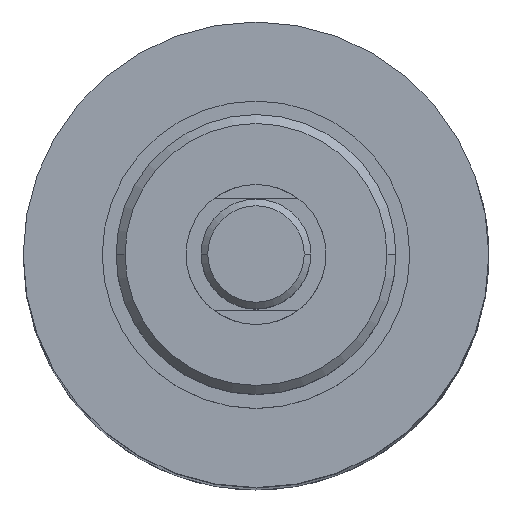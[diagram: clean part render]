
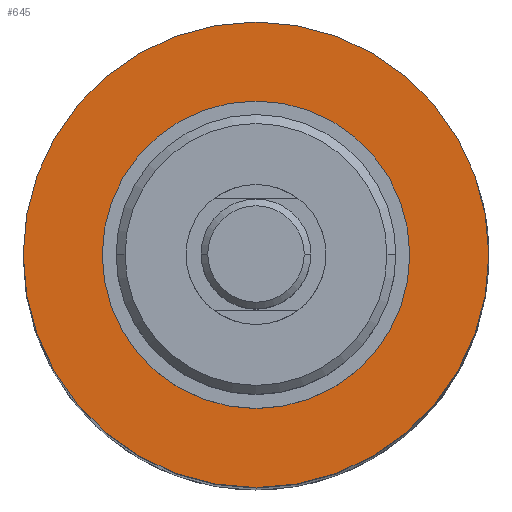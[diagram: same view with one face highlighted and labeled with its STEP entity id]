
A CAD part, top view. The second image highlights one B-rep face of the part: STEP entity #645.
In plain terms, the highlighted planar face has unit normal (0, 0, 1).
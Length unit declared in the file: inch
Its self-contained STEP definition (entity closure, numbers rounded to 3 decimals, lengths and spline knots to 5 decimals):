
#25 = EDGE_CURVE ( 'NONE', #1721, #426, #96, .T. ) ;
#41 = ORIENTED_EDGE ( 'NONE', *, *, #2292, .T. ) ;
#96 = CIRCLE ( 'NONE', #1514, 0.68675 ) ;
#109 = AXIS2_PLACEMENT_3D ( 'NONE', #942, #2270, #1139 ) ;
#123 = AXIS2_PLACEMENT_3D ( 'NONE', #549, #868, #2203 ) ;
#186 = CARTESIAN_POINT ( 'NONE',  ( 0., 0., 0.92 ) ) ;
#277 = EDGE_CURVE ( 'NONE', #499, #1717, #601, .T. ) ;
#326 = ORIENTED_EDGE ( 'NONE', *, *, #1056, .F. ) ;
#365 = DIRECTION ( 'NONE',  ( 1., 0., 0. ) ) ;
#426 = VERTEX_POINT ( 'NONE', #458 ) ;
#458 = CARTESIAN_POINT ( 'NONE',  ( -0.68675, 0., 0.92 ) ) ;
#499 = VERTEX_POINT ( 'NONE', #1273 ) ;
#549 = CARTESIAN_POINT ( 'NONE',  ( 0., 0., 0.92 ) ) ;
#601 = CIRCLE ( 'NONE', #1612, 1.04 ) ;
#645 = ADVANCED_FACE ( 'NONE', ( #1695, #670 ), #1323, .T. ) ;
#670 = FACE_BOUND ( 'NONE', #2091, .T. ) ;
#707 = CARTESIAN_POINT ( 'NONE',  ( 0., 0., 0.92 ) ) ;
#842 = CARTESIAN_POINT ( 'NONE',  ( 0.68675, 0., 0.92 ) ) ;
#868 = DIRECTION ( 'NONE',  ( 0., 0., 1. ) ) ;
#888 = DIRECTION ( 'NONE',  ( 1., 0., 0. ) ) ;
#942 = CARTESIAN_POINT ( 'NONE',  ( 0., 0., 0.92 ) ) ;
#1056 = EDGE_CURVE ( 'NONE', #426, #1721, #2225, .T. ) ;
#1122 = CARTESIAN_POINT ( 'NONE',  ( 0., 0., 0.92 ) ) ;
#1139 = DIRECTION ( 'NONE',  ( 1., 0., 0. ) ) ;
#1193 = DIRECTION ( 'NONE',  ( 1., 0., 0. ) ) ;
#1230 = CARTESIAN_POINT ( 'NONE',  ( 1.04, 0., 0.92 ) ) ;
#1273 = CARTESIAN_POINT ( 'NONE',  ( -1.04, 0., 0.92 ) ) ;
#1323 = PLANE ( 'NONE',  #1699 ) ;
#1507 = DIRECTION ( 'NONE',  ( 0., 0., 1. ) ) ;
#1514 = AXIS2_PLACEMENT_3D ( 'NONE', #707, #2046, #888 ) ;
#1604 = ORIENTED_EDGE ( 'NONE', *, *, #277, .T. ) ;
#1612 = AXIS2_PLACEMENT_3D ( 'NONE', #186, #1507, #365 ) ;
#1695 = FACE_OUTER_BOUND ( 'NONE', #1719, .T. ) ;
#1699 = AXIS2_PLACEMENT_3D ( 'NONE', #1122, #2328, #1193 ) ;
#1717 = VERTEX_POINT ( 'NONE', #1230 ) ;
#1719 = EDGE_LOOP ( 'NONE', ( #1604, #41 ) ) ;
#1721 = VERTEX_POINT ( 'NONE', #842 ) ;
#2046 = DIRECTION ( 'NONE',  ( 0., 0., 1. ) ) ;
#2056 = CIRCLE ( 'NONE', #109, 1.04 ) ;
#2091 = EDGE_LOOP ( 'NONE', ( #326, #2123 ) ) ;
#2123 = ORIENTED_EDGE ( 'NONE', *, *, #25, .F. ) ;
#2203 = DIRECTION ( 'NONE',  ( 1., 0., 0. ) ) ;
#2225 = CIRCLE ( 'NONE', #123, 0.68675 ) ;
#2270 = DIRECTION ( 'NONE',  ( 0., 0., 1. ) ) ;
#2292 = EDGE_CURVE ( 'NONE', #1717, #499, #2056, .T. ) ;
#2328 = DIRECTION ( 'NONE',  ( 0., 0., 1. ) ) ;
